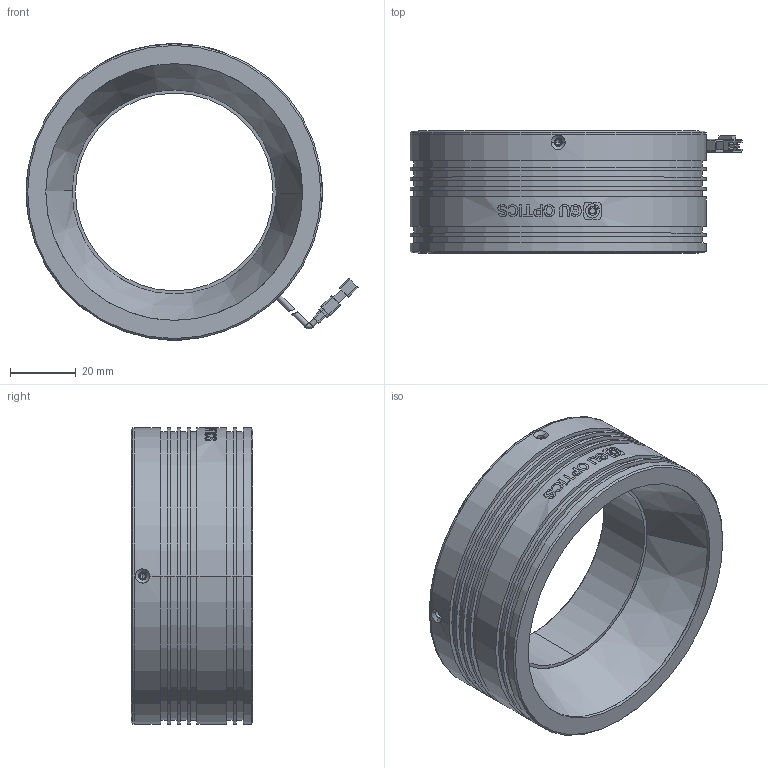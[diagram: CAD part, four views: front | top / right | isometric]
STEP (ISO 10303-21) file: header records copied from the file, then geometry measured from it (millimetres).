
FILE_DESCRIPTION (( 'STEP AP214' ), '1' );
FILE_NAME ('661100-B.STEP', '2019-03-19T05:48:24', ( 'user' ), ( '微软中国' ), 'SwSTEP 2.0', 'SolidWorks 2016', '' );
FILE_SCHEMA (( 'AUTOMOTIVE_DESIGN' ));
Length unit declared in the file: millimetre
Products named in the file (1): 661100-B
Bounding box: 100.81 x 37 x 90 mm (x, y, z)
Volume: 78932 mm3; surface area: 58793.6 mm2
Topology: 5 solids, 5 shells, 238 faces, 643 edges, 447 vertices
Faces by surface type: cylinder 121, plane 87, cone 24, bspline 6
Entity records: 11241 total; most frequent: CARTESIAN_POINT 2740, ORIENTED_EDGE 1270, DIRECTION 1222, EDGE_CURVE 635, AXIS2_PLACEMENT_3D 459, VERTEX_POINT 447, LINE 304, VECTOR 304
